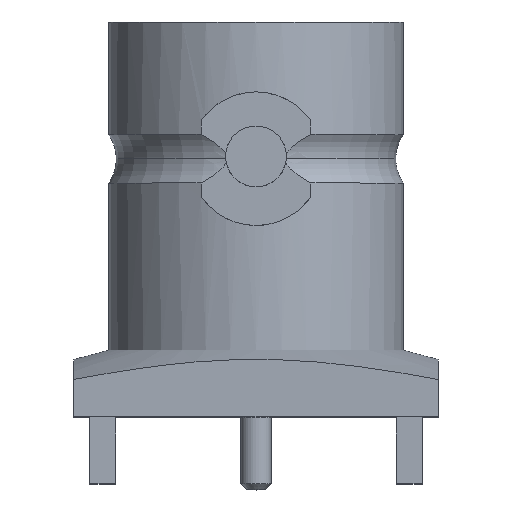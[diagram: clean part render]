
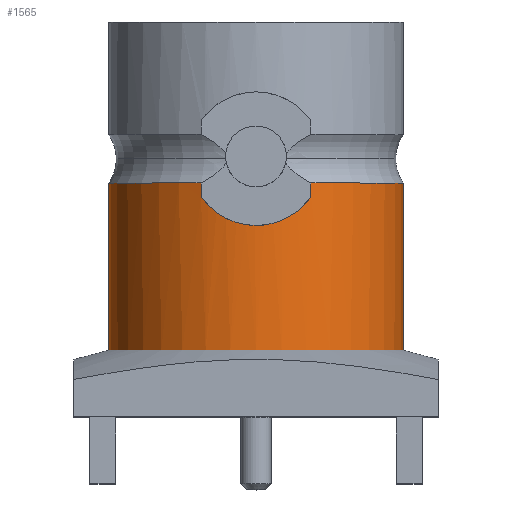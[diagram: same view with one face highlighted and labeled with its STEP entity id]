
A CAD part, top view. The second image highlights one B-rep face of the part: STEP entity #1565.
In plain terms, the highlighted cylindrical face has radius 4.85 mm (diameter 9.7 mm), a partial arc.
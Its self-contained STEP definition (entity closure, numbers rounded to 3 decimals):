
#9 = DIRECTION ( 'NONE',  ( 0., 1., 0. ) ) ;
#24 = EDGE_CURVE ( 'NONE', #645, #1399, #653, .T. ) ;
#112 = EDGE_CURVE ( 'NONE', #1115, #415, #1584, .T. ) ;
#127 = DIRECTION ( 'NONE',  ( 0., 1., 0. ) ) ;
#128 = CIRCLE ( 'NONE', #632, 4.85 ) ;
#141 = VERTEX_POINT ( 'NONE', #2445 ) ;
#144 = ORIENTED_EDGE ( 'NONE', *, *, #112, .F. ) ;
#165 = CARTESIAN_POINT ( 'NONE',  ( -0.875, 6.474, 4.773 ) ) ;
#185 = EDGE_CURVE ( 'NONE', #327, #141, #780, .T. ) ;
#235 = ORIENTED_EDGE ( 'NONE', *, *, #2254, .F. ) ;
#241 = CIRCLE ( 'NONE', #660, 4.85 ) ;
#326 = CARTESIAN_POINT ( 'NONE',  ( 0.704, 6.408, 4.802 ) ) ;
#327 = VERTEX_POINT ( 'NONE', #1147 ) ;
#332 = CARTESIAN_POINT ( 'NONE',  ( 0., 2.2, 0. ) ) ;
#337 = ORIENTED_EDGE ( 'NONE', *, *, #1867, .F. ) ;
#347 = CARTESIAN_POINT ( 'NONE',  ( -1.593, 6.972, 4.583 ) ) ;
#350 = CARTESIAN_POINT ( 'NONE',  ( 0.873, 6.473, 4.773 ) ) ;
#359 = CARTESIAN_POINT ( 'NONE',  ( -1.708, 7.103, 4.54 ) ) ;
#368 = CARTESIAN_POINT ( 'NONE',  ( 1.809, 7.702, 4.5 ) ) ;
#391 = CARTESIAN_POINT ( 'NONE',  ( 0., 9.8, 0. ) ) ;
#415 = VERTEX_POINT ( 'NONE', #1420 ) ;
#493 = ORIENTED_EDGE ( 'NONE', *, *, #2468, .T. ) ;
#495 = CARTESIAN_POINT ( 'NONE',  ( 4.85, 7.702, 0. ) ) ;
#520 = CARTESIAN_POINT ( 'NONE',  ( 1.592, 6.972, 4.583 ) ) ;
#530 = ORIENTED_EDGE ( 'NONE', *, *, #185, .F. ) ;
#534 = CARTESIAN_POINT ( 'NONE',  ( 0., 7.702, 0. ) ) ;
#609 = EDGE_LOOP ( 'NONE', ( #493, #1363, #337, #1474, #144, #2006, #235, #530 ) ) ;
#632 = AXIS2_PLACEMENT_3D ( 'NONE', #534, #2250, #1312 ) ;
#645 = VERTEX_POINT ( 'NONE', #1545 ) ;
#653 = LINE ( 'NONE', #694, #2114 ) ;
#660 = AXIS2_PLACEMENT_3D ( 'NONE', #332, #1281, #1673 ) ;
#691 = CARTESIAN_POINT ( 'NONE',  ( 1.184, 6.638, 4.706 ) ) ;
#694 = CARTESIAN_POINT ( 'NONE',  ( 4.85, 9.8, 0. ) ) ;
#714 = CARTESIAN_POINT ( 'NONE',  ( -1.809, 7.248, 4.5 ) ) ;
#780 = LINE ( 'NONE', #1529, #2456 ) ;
#835 = EDGE_CURVE ( 'NONE', #1115, #2059, #1970, .T. ) ;
#889 = CARTESIAN_POINT ( 'NONE',  ( 1.33, 6.739, 4.666 ) ) ;
#897 = CARTESIAN_POINT ( 'NONE',  ( 0.177, 6.3, 4.85 ) ) ;
#983 = VERTEX_POINT ( 'NONE', #368 ) ;
#993 = DIRECTION ( 'NONE',  ( 0., 1., 0. ) ) ;
#1082 = DIRECTION ( 'NONE',  ( 0., 1., 0. ) ) ;
#1108 = CARTESIAN_POINT ( 'NONE',  ( -0.36, 6.322, 4.84 ) ) ;
#1115 = VERTEX_POINT ( 'NONE', #1720 ) ;
#1147 = CARTESIAN_POINT ( 'NONE',  ( -4.85, 2.2, 0. ) ) ;
#1211 = EDGE_CURVE ( 'NONE', #983, #415, #1684, .T. ) ;
#1260 = CARTESIAN_POINT ( 'NONE',  ( 0., 7.702, 0. ) ) ;
#1277 = CARTESIAN_POINT ( 'NONE',  ( 0.358, 6.322, 4.84 ) ) ;
#1281 = DIRECTION ( 'NONE',  ( 0., 1., 0. ) ) ;
#1312 = DIRECTION ( 'NONE',  ( -1., 0., 0. ) ) ;
#1350 = CYLINDRICAL_SURFACE ( 'NONE', #1547, 4.85 ) ;
#1363 = ORIENTED_EDGE ( 'NONE', *, *, #24, .T. ) ;
#1399 = VERTEX_POINT ( 'NONE', #495 ) ;
#1420 = CARTESIAN_POINT ( 'NONE',  ( 1.809, 7.248, 4.5 ) ) ;
#1463 = DIRECTION ( 'NONE',  ( -1., 0., 0. ) ) ;
#1474 = ORIENTED_EDGE ( 'NONE', *, *, #1211, .T. ) ;
#1485 = CARTESIAN_POINT ( 'NONE',  ( -1.332, 6.741, 4.665 ) ) ;
#1529 = CARTESIAN_POINT ( 'NONE',  ( -4.85, 9.8, 0. ) ) ;
#1545 = CARTESIAN_POINT ( 'NONE',  ( 4.85, 2.2, 0. ) ) ;
#1547 = AXIS2_PLACEMENT_3D ( 'NONE', #391, #9, #1714 ) ;
#1565 = ADVANCED_FACE ( 'NONE', ( #2056 ), #1350, .T. ) ;
#1572 = DIRECTION ( 'NONE',  ( 0., -1., 0. ) ) ;
#1584 = B_SPLINE_CURVE_WITH_KNOTS ( 'NONE', 3,
 ( #714, #359, #347, #1485, #2416, #165, #1689, #1108, #2450, #897, #1277, #326, #350, #691, #889, #520, #2042, #2035 ),
 .UNSPECIFIED., .F., .F.,
 ( 4, 2, 2, 2, 2, 2, 2, 2, 4 ),
 ( 0., 0.001, 0.001, 0.002, 0.002, 0.003, 0.003, 0.004, 0.004 ),
 .UNSPECIFIED. ) ;
#1632 = VECTOR ( 'NONE', #993, 1000. ) ;
#1673 = DIRECTION ( 'NONE',  ( -1., 0., 0. ) ) ;
#1684 = LINE ( 'NONE', #2244, #1889 ) ;
#1689 = CARTESIAN_POINT ( 'NONE',  ( -0.708, 6.409, 4.801 ) ) ;
#1714 = DIRECTION ( 'NONE',  ( -1., 0., 0. ) ) ;
#1720 = CARTESIAN_POINT ( 'NONE',  ( -1.809, 7.248, 4.5 ) ) ;
#1792 = CARTESIAN_POINT ( 'NONE',  ( -1.809, 7.702, 4.5 ) ) ;
#1867 = EDGE_CURVE ( 'NONE', #983, #1399, #128, .T. ) ;
#1889 = VECTOR ( 'NONE', #1572, 1000. ) ;
#1940 = CIRCLE ( 'NONE', #2446, 4.85 ) ;
#1970 = LINE ( 'NONE', #2131, #1632 ) ;
#2006 = ORIENTED_EDGE ( 'NONE', *, *, #835, .T. ) ;
#2035 = CARTESIAN_POINT ( 'NONE',  ( 1.809, 7.248, 4.5 ) ) ;
#2042 = CARTESIAN_POINT ( 'NONE',  ( 1.708, 7.103, 4.54 ) ) ;
#2056 = FACE_OUTER_BOUND ( 'NONE', #609, .T. ) ;
#2059 = VERTEX_POINT ( 'NONE', #1792 ) ;
#2114 = VECTOR ( 'NONE', #1082, 1000. ) ;
#2131 = CARTESIAN_POINT ( 'NONE',  ( -1.809, 9.8, 4.5 ) ) ;
#2244 = CARTESIAN_POINT ( 'NONE',  ( 1.809, 9.8, 4.5 ) ) ;
#2250 = DIRECTION ( 'NONE',  ( 0., 1., 0. ) ) ;
#2254 = EDGE_CURVE ( 'NONE', #141, #2059, #1940, .T. ) ;
#2267 = DIRECTION ( 'NONE',  ( 0., 1., 0. ) ) ;
#2416 = CARTESIAN_POINT ( 'NONE',  ( -1.186, 6.638, 4.706 ) ) ;
#2445 = CARTESIAN_POINT ( 'NONE',  ( -4.85, 7.702, 0. ) ) ;
#2446 = AXIS2_PLACEMENT_3D ( 'NONE', #1260, #127, #1463 ) ;
#2450 = CARTESIAN_POINT ( 'NONE',  ( -0.183, 6.3, 4.85 ) ) ;
#2456 = VECTOR ( 'NONE', #2267, 1000. ) ;
#2468 = EDGE_CURVE ( 'NONE', #327, #645, #241, .T. ) ;
